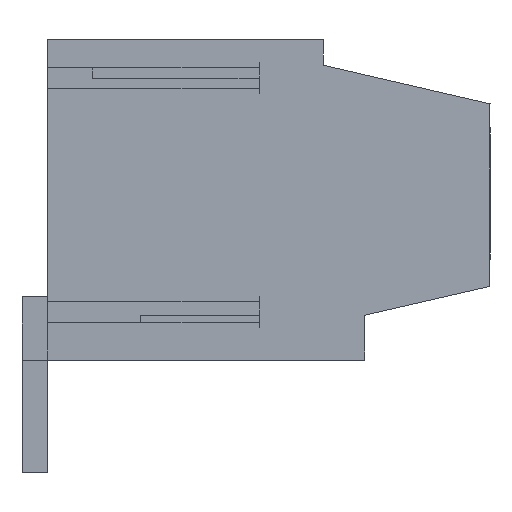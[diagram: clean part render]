
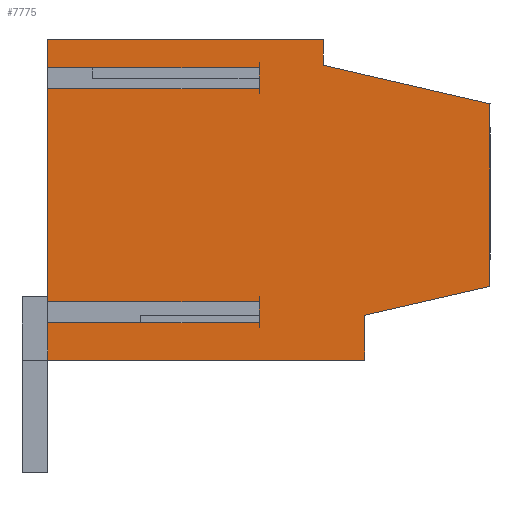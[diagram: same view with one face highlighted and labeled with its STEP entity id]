
A CAD part, left-side view. The second image highlights one B-rep face of the part: STEP entity #7775.
In plain terms, the highlighted planar face has unit normal (-1, 0, 0).
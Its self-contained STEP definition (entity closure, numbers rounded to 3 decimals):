
#7712=AXIS2_PLACEMENT_3D('Plane Axis2P3D',#7709,#7710,#7711) ;
#6770=CARTESIAN_POINT('Vertex',(0.,13.8,3.5)) ;
#6773=CARTESIAN_POINT('Line Origine',(0.,13.8,4.088)) ;
#6777=CARTESIAN_POINT('Vertex',(0.,13.8,4.675)) ;
#6798=CARTESIAN_POINT('Vertex',(0.,13.8,5.325)) ;
#6801=CARTESIAN_POINT('Line Origine',(0.,13.8,8.65)) ;
#6805=CARTESIAN_POINT('Vertex',(0.,13.8,11.975)) ;
#6826=CARTESIAN_POINT('Vertex',(0.,13.8,12.625)) ;
#6829=CARTESIAN_POINT('Line Origine',(0.,13.8,13.062)) ;
#6833=CARTESIAN_POINT('Vertex',(0.,13.8,13.5)) ;
#7262=CARTESIAN_POINT('Line Origine',(0.,9.5,13.5)) ;
#7266=CARTESIAN_POINT('Vertex',(0.,5.2,13.5)) ;
#7355=CARTESIAN_POINT('Line Origine',(0.,5.2,13.1)) ;
#7359=CARTESIAN_POINT('Vertex',(0.,5.2,12.7)) ;
#7380=CARTESIAN_POINT('Line Origine',(0.,2.6,12.1)) ;
#7384=CARTESIAN_POINT('Vertex',(0.,0.,11.499)) ;
#7405=CARTESIAN_POINT('Line Origine',(0.,0.,8.65)) ;
#7409=CARTESIAN_POINT('Vertex',(0.,0.,5.8)) ;
#7466=CARTESIAN_POINT('Line Origine',(0.,1.95,5.35)) ;
#7470=CARTESIAN_POINT('Vertex',(0.,3.9,4.9)) ;
#7601=CARTESIAN_POINT('Vertex',(0.,3.9,3.5)) ;
#7604=CARTESIAN_POINT('Line Origine',(0.,8.85,3.5)) ;
#7709=CARTESIAN_POINT('Axis2P3D Location',(0.,14.6,0.)) ;
#7714=CARTESIAN_POINT('Line Origine',(0.,10.5,5.325)) ;
#7718=CARTESIAN_POINT('Vertex',(0.,7.2,5.325)) ;
#7721=CARTESIAN_POINT('Line Origine',(0.,7.2,5.)) ;
#7725=CARTESIAN_POINT('Vertex',(0.,7.2,4.675)) ;
#7728=CARTESIAN_POINT('Line Origine',(0.,10.5,4.675)) ;
#7733=CARTESIAN_POINT('Line Origine',(0.,3.9,4.2)) ;
#7738=CARTESIAN_POINT('Line Origine',(0.,10.5,12.625)) ;
#7742=CARTESIAN_POINT('Vertex',(0.,7.2,12.625)) ;
#7745=CARTESIAN_POINT('Line Origine',(0.,7.2,12.3)) ;
#7749=CARTESIAN_POINT('Vertex',(0.,7.2,11.975)) ;
#7752=CARTESIAN_POINT('Line Origine',(0.,10.5,11.975)) ;
#6774=DIRECTION('Vector Direction',(0.,0.,-1.)) ;
#6802=DIRECTION('Vector Direction',(0.,0.,-1.)) ;
#6830=DIRECTION('Vector Direction',(0.,0.,-1.)) ;
#7263=DIRECTION('Vector Direction',(0.,1.,0.)) ;
#7356=DIRECTION('Vector Direction',(0.,0.,1.)) ;
#7381=DIRECTION('Vector Direction',(0.,0.974,0.225)) ;
#7406=DIRECTION('Vector Direction',(0.,0.,1.)) ;
#7467=DIRECTION('Vector Direction',(0.,-0.974,0.225)) ;
#7605=DIRECTION('Vector Direction',(0.,-1.,0.)) ;
#7710=DIRECTION('Axis2P3D Direction',(-1.,0.,0.)) ;
#7711=DIRECTION('Axis2P3D XDirection',(0.,-1.,0.)) ;
#7715=DIRECTION('Vector Direction',(0.,-1.,0.)) ;
#7722=DIRECTION('Vector Direction',(0.,0.,-1.)) ;
#7729=DIRECTION('Vector Direction',(0.,-1.,0.)) ;
#7734=DIRECTION('Vector Direction',(0.,0.,1.)) ;
#7739=DIRECTION('Vector Direction',(0.,-1.,0.)) ;
#7746=DIRECTION('Vector Direction',(0.,0.,-1.)) ;
#7753=DIRECTION('Vector Direction',(0.,-1.,0.)) ;
#6775=VECTOR('Line Direction',#6774,1.) ;
#6803=VECTOR('Line Direction',#6802,1.) ;
#6831=VECTOR('Line Direction',#6830,1.) ;
#7264=VECTOR('Line Direction',#7263,1.) ;
#7357=VECTOR('Line Direction',#7356,1.) ;
#7382=VECTOR('Line Direction',#7381,1.) ;
#7407=VECTOR('Line Direction',#7406,1.) ;
#7468=VECTOR('Line Direction',#7467,1.) ;
#7606=VECTOR('Line Direction',#7605,1.) ;
#7716=VECTOR('Line Direction',#7715,1.) ;
#7723=VECTOR('Line Direction',#7722,1.) ;
#7730=VECTOR('Line Direction',#7729,1.) ;
#7735=VECTOR('Line Direction',#7734,1.) ;
#7740=VECTOR('Line Direction',#7739,1.) ;
#7747=VECTOR('Line Direction',#7746,1.) ;
#7754=VECTOR('Line Direction',#7753,1.) ;
#7758=ORIENTED_EDGE('',*,*,#6807,.T.) ;
#7759=ORIENTED_EDGE('',*,*,#7720,.T.) ;
#7760=ORIENTED_EDGE('',*,*,#7727,.T.) ;
#7761=ORIENTED_EDGE('',*,*,#7732,.F.) ;
#7762=ORIENTED_EDGE('',*,*,#6779,.T.) ;
#7763=ORIENTED_EDGE('',*,*,#7608,.T.) ;
#7764=ORIENTED_EDGE('',*,*,#7737,.T.) ;
#7765=ORIENTED_EDGE('',*,*,#7472,.T.) ;
#7766=ORIENTED_EDGE('',*,*,#7411,.T.) ;
#7767=ORIENTED_EDGE('',*,*,#7386,.T.) ;
#7768=ORIENTED_EDGE('',*,*,#7361,.T.) ;
#7769=ORIENTED_EDGE('',*,*,#7268,.T.) ;
#7770=ORIENTED_EDGE('',*,*,#6835,.T.) ;
#7771=ORIENTED_EDGE('',*,*,#7744,.T.) ;
#7772=ORIENTED_EDGE('',*,*,#7751,.T.) ;
#7773=ORIENTED_EDGE('',*,*,#7756,.F.) ;
#7775=ADVANCED_FACE('HOUSING',(#7774),#7713,.T.) ;
#6779=EDGE_CURVE('',#6778,#6771,#6776,.T.) ;
#6807=EDGE_CURVE('',#6806,#6799,#6804,.T.) ;
#6835=EDGE_CURVE('',#6834,#6827,#6832,.T.) ;
#7268=EDGE_CURVE('',#7267,#6834,#7265,.T.) ;
#7361=EDGE_CURVE('',#7360,#7267,#7358,.T.) ;
#7386=EDGE_CURVE('',#7385,#7360,#7383,.T.) ;
#7411=EDGE_CURVE('',#7410,#7385,#7408,.T.) ;
#7472=EDGE_CURVE('',#7471,#7410,#7469,.T.) ;
#7608=EDGE_CURVE('',#6771,#7602,#7607,.T.) ;
#7720=EDGE_CURVE('',#6799,#7719,#7717,.T.) ;
#7727=EDGE_CURVE('',#7719,#7726,#7724,.T.) ;
#7732=EDGE_CURVE('',#6778,#7726,#7731,.T.) ;
#7737=EDGE_CURVE('',#7602,#7471,#7736,.T.) ;
#7744=EDGE_CURVE('',#6827,#7743,#7741,.T.) ;
#7751=EDGE_CURVE('',#7743,#7750,#7748,.T.) ;
#7756=EDGE_CURVE('',#6806,#7750,#7755,.T.) ;
#7757=EDGE_LOOP('',(#7758,#7759,#7760,#7761,#7762,#7763,#7764,#7765,#7766,#7767,#7768,#7769,#7770,#7771,#7772,#7773)) ;
#7774=FACE_OUTER_BOUND('',#7757,.T.) ;
#6776=LINE('Line',#6773,#6775) ;
#6804=LINE('Line',#6801,#6803) ;
#6832=LINE('Line',#6829,#6831) ;
#7265=LINE('Line',#7262,#7264) ;
#7358=LINE('Line',#7355,#7357) ;
#7383=LINE('Line',#7380,#7382) ;
#7408=LINE('Line',#7405,#7407) ;
#7469=LINE('Line',#7466,#7468) ;
#7607=LINE('Line',#7604,#7606) ;
#7717=LINE('Line',#7714,#7716) ;
#7724=LINE('Line',#7721,#7723) ;
#7731=LINE('Line',#7728,#7730) ;
#7736=LINE('Line',#7733,#7735) ;
#7741=LINE('Line',#7738,#7740) ;
#7748=LINE('Line',#7745,#7747) ;
#7755=LINE('Line',#7752,#7754) ;
#7713=PLANE('',#7712) ;
#6771=VERTEX_POINT('',#6770) ;
#6778=VERTEX_POINT('',#6777) ;
#6799=VERTEX_POINT('',#6798) ;
#6806=VERTEX_POINT('',#6805) ;
#6827=VERTEX_POINT('',#6826) ;
#6834=VERTEX_POINT('',#6833) ;
#7267=VERTEX_POINT('',#7266) ;
#7360=VERTEX_POINT('',#7359) ;
#7385=VERTEX_POINT('',#7384) ;
#7410=VERTEX_POINT('',#7409) ;
#7471=VERTEX_POINT('',#7470) ;
#7602=VERTEX_POINT('',#7601) ;
#7719=VERTEX_POINT('',#7718) ;
#7726=VERTEX_POINT('',#7725) ;
#7743=VERTEX_POINT('',#7742) ;
#7750=VERTEX_POINT('',#7749) ;
